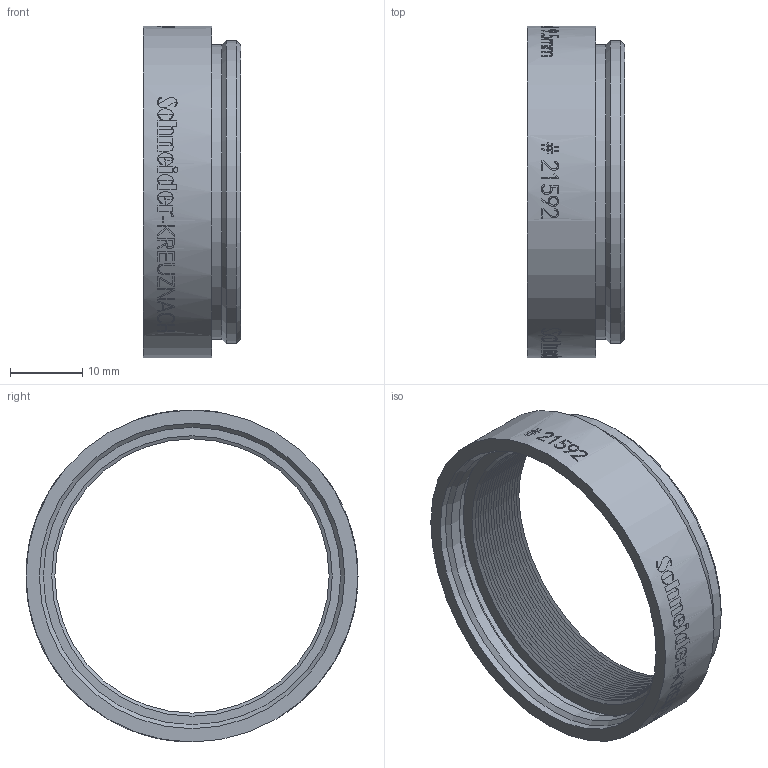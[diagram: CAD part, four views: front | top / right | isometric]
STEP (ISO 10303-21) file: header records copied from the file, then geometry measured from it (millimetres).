
FILE_DESCRIPTION(/* description */ (''),/* implementation_level */ '2;1');
FILE_NAME(/* name */ '21592_00166850_001.stp',/* time_stamp */ '2022-04-25T08:28:54+02:00',/* author */ (''),/* organization */ (''),/* preprocessor_version */ 'ST-DEVELOPER v16',/* originating_system */ 'SIEMENS PLM Software NX 10.0',/* authorisation */ '');
FILE_SCHEMA (('AP203_CONFIGURATION_CONTROLLED_3D_DESIGN_OF_MECHANICAL_PARTS_AND_ASSEMBLIES_MIM_LF { 1 0 10303 403 2 1 2}'));
Length unit declared in the file: millimetre
Products named in the file (1): Froe2874D6B9vqgf
Bounding box: 13.5 x 46 x 46 mm (x, y, z)
Volume: 4563.5 mm3; surface area: 7103.5 mm2
Topology: 1 solids, 2 shells, 119 faces, 548 edges, 501 vertices
Faces by surface type: cylinder 75, cone 40, plane 4
Full cylindrical faces by diameter (mm): 40.8 x1, 41.2 x1, 42 x1, 42.3 x2, 46 x2
Entity records: 7081 total; most frequent: CARTESIAN_POINT 3258, ORIENTED_EDGE 996, VERTEX_POINT 499, EDGE_CURVE 499, B_SPLINE_CURVE_WITH_KNOTS 447, DIRECTION 344, EDGE_LOOP 238, FACE_BOUND 186
